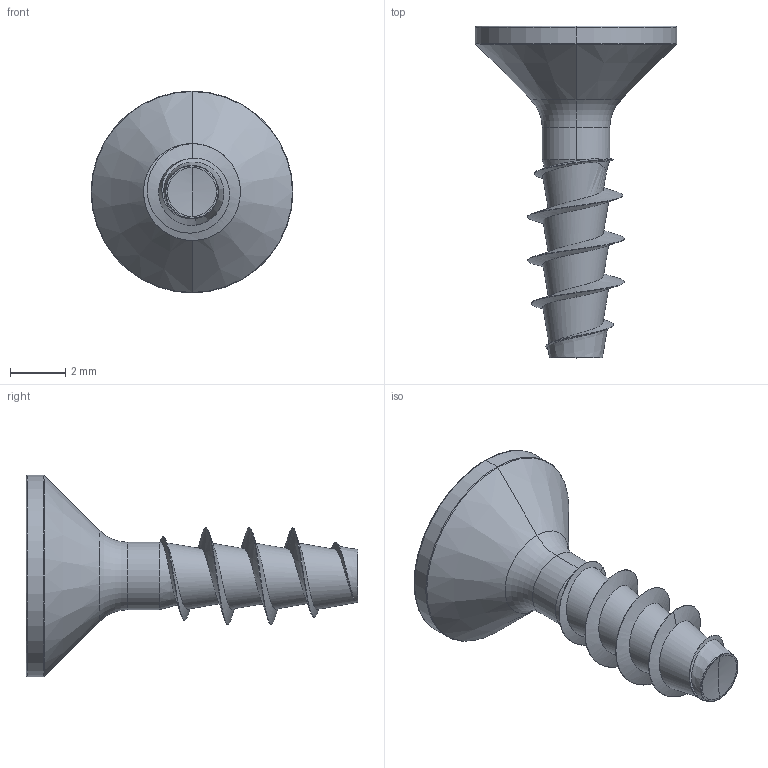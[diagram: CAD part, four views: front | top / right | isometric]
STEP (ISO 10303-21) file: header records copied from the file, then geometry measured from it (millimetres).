
FILE_DESCRIPTION (( 'STEP AP203' ), '1' );
FILE_NAME ('STP23A0350120.STEP', '2017-11-16T21:09:44', ( '' ), ( '' ), 'SwSTEP 2.0', 'SolidWorks 2015', '' );
FILE_SCHEMA (( 'CONFIG_CONTROL_DESIGN' ));
Length unit declared in the file: millimetre
Products named in the file (1): STP23A0350120
Bounding box: 7.3 x 12 x 7.3 mm (x, y, z)
Volume: 105.7 mm3; surface area: 226.8 mm2
Topology: 1 solids, 1 shells, 170 faces, 390 edges, 222 vertices
Faces by surface type: bspline 60, cylinder 45, plane 30, sphere 18, cone 11, torus 6
Entity records: 10846 total; most frequent: CARTESIAN_POINT 7488, ORIENTED_EDGE 776, DIRECTION 592, EDGE_CURVE 388, AXIS2_PLACEMENT_3D 240, VERTEX_POINT 222, EDGE_LOOP 172, FACE_OUTER_BOUND 170
